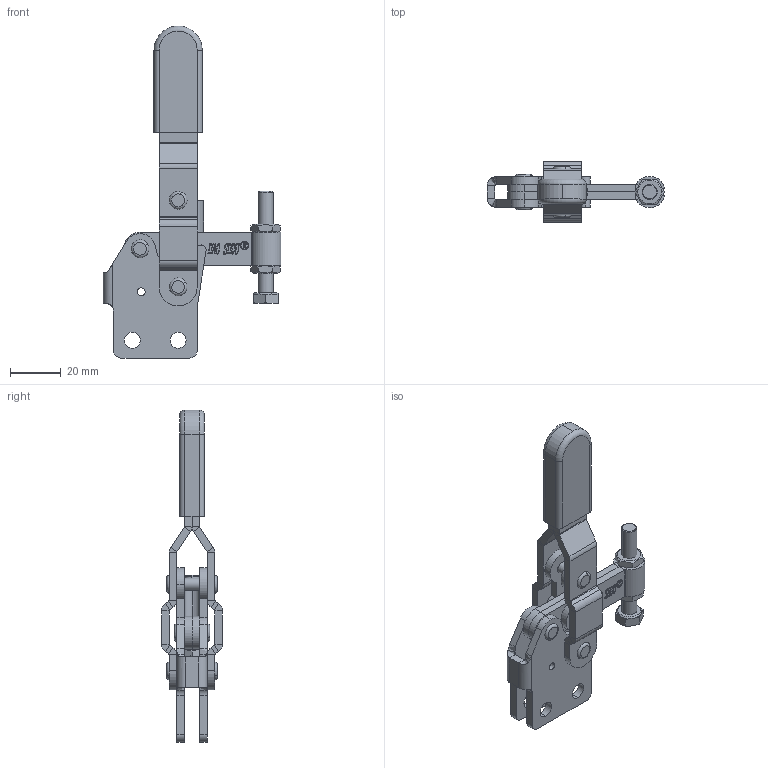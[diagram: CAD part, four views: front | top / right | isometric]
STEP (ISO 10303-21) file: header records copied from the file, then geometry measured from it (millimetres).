
FILE_DESCRIPTION (( 'STEP AP203' ), '1' );
FILE_NAME ('HS-12401 .STEP', '2019-07-29T02:27:11', ( '微软用户' ), ( '微软中国' ), 'SwSTEP 2.0', 'SolidWorks 2012', '' );
FILE_SCHEMA (( 'CONFIG_CONTROL_DESIGN' ));
Length unit declared in the file: millimetre
Products named in the file (11): 傻种; 眻菁釱; HS-12401 ; hexagon head bolts-full thread gb_GB_FASTENER_BOLT_STBAB A M6X40-C; hex thin nuts-grades ab-chamfered gb_GB_FASTENER_NUT_STNAB M6-N; 揤參; 种; 忒梟; 忒參; 蟀裝
Assembly tree (14 placements, depth 2):
  HS-12401 
    眻菁釱
    傻种  x2
    蟀裝
    忒參
    忒梟  x2
    种  x2
    揤參
    揤參
    hex thin nuts-grades ab-chamfered gb_GB_FASTENER_NUT_STNAB M6-N  x2
    hexagon head bolts-full thread gb_GB_FASTENER_BOLT_STBAB A M6X40-C
Bounding box: 69.93 x 24 x 130.7 mm (x, y, z)
Volume: 31740.7 mm3; surface area: 24701.3 mm2
Topology: 14 solids, 14 shells, 715 faces, 1795 edges, 1142 vertices
Faces by surface type: plane 410, cylinder 132, bspline 129, cone 26, torus 18
Entity records: 25996 total; most frequent: CARTESIAN_POINT 10272, ORIENTED_EDGE 3198, DIRECTION 2587, EDGE_CURVE 1599, VECTOR 1045, LINE 1045, VERTEX_POINT 1030, AXIS2_PLACEMENT_3D 771
